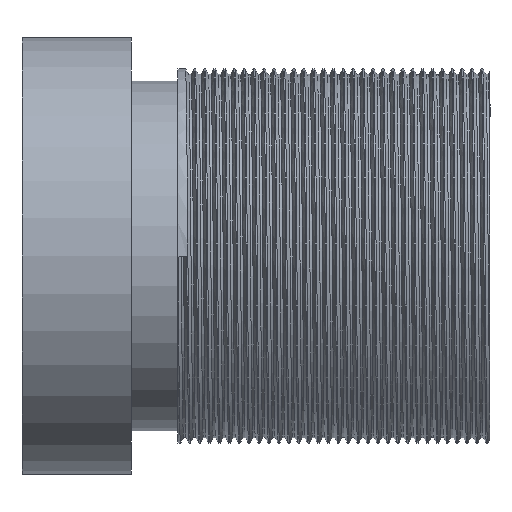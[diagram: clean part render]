
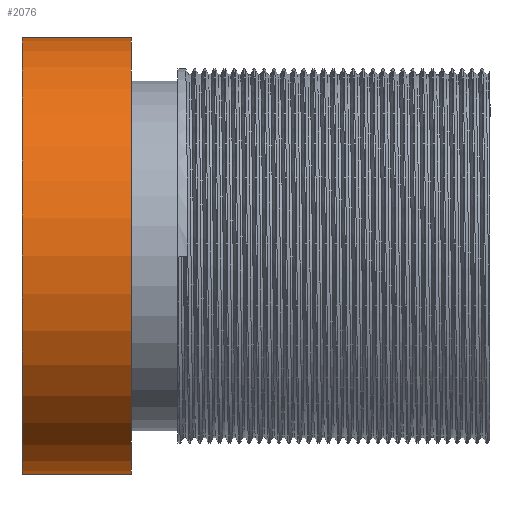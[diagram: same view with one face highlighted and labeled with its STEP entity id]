
A CAD part, left-side view. The second image highlights one B-rep face of the part: STEP entity #2076.
In plain terms, the highlighted cylindrical face has radius 7 mm (diameter 14 mm), a partial arc.
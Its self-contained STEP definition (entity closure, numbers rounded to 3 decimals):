
#109 = ORIENTED_EDGE ( 'NONE', *, *, #5721, .T. ) ;
#173 = VECTOR ( 'NONE', #6232, 1000. ) ;
#275 = VERTEX_POINT ( 'NONE', #2497 ) ;
#367 = CARTESIAN_POINT ( 'NONE',  ( 0., 15., 0. ) ) ;
#406 = DIRECTION ( 'NONE',  ( 0., 1., 0. ) ) ;
#415 = CARTESIAN_POINT ( 'NONE',  ( 0., 11.5, -7. ) ) ;
#502 = VECTOR ( 'NONE', #1083, 1000. ) ;
#670 = VERTEX_POINT ( 'NONE', #4662 ) ;
#705 = DIRECTION ( 'NONE',  ( 0., 0., 1. ) ) ;
#718 = EDGE_LOOP ( 'NONE', ( #5424, #6597, #109, #2695 ) ) ;
#806 = CARTESIAN_POINT ( 'NONE',  ( 0., 11.5, -7. ) ) ;
#1083 = DIRECTION ( 'NONE',  ( 0., 1., 0. ) ) ;
#1193 = CYLINDRICAL_SURFACE ( 'NONE', #4124, 7. ) ;
#1441 = CARTESIAN_POINT ( 'NONE',  ( 0., 15., -7. ) ) ;
#1663 = LINE ( 'NONE', #415, #173 ) ;
#2076 = ADVANCED_FACE ( 'NONE', ( #6256 ), #1193, .T. ) ;
#2150 = CIRCLE ( 'NONE', #2451, 7. ) ;
#2446 = AXIS2_PLACEMENT_3D ( 'NONE', #367, #406, #4653 ) ;
#2451 = AXIS2_PLACEMENT_3D ( 'NONE', #5910, #4895, #3323 ) ;
#2497 = CARTESIAN_POINT ( 'NONE',  ( 0., 11.5, 7. ) ) ;
#2695 = ORIENTED_EDGE ( 'NONE', *, *, #4817, .F. ) ;
#3323 = DIRECTION ( 'NONE',  ( 0., 0., 1. ) ) ;
#3888 = CARTESIAN_POINT ( 'NONE',  ( 0., 11.5, 0. ) ) ;
#4077 = CIRCLE ( 'NONE', #2446, 7. ) ;
#4124 = AXIS2_PLACEMENT_3D ( 'NONE', #3888, #5957, #705 ) ;
#4653 = DIRECTION ( 'NONE',  ( 0., 0., 1. ) ) ;
#4662 = CARTESIAN_POINT ( 'NONE',  ( 0., 15., 7. ) ) ;
#4747 = LINE ( 'NONE', #5810, #502 ) ;
#4817 = EDGE_CURVE ( 'NONE', #5639, #670, #4077, .T. ) ;
#4895 = DIRECTION ( 'NONE',  ( 0., 1., 0. ) ) ;
#5424 = ORIENTED_EDGE ( 'NONE', *, *, #5560, .F. ) ;
#5560 = EDGE_CURVE ( 'NONE', #5931, #5639, #1663, .T. ) ;
#5639 = VERTEX_POINT ( 'NONE', #1441 ) ;
#5721 = EDGE_CURVE ( 'NONE', #275, #670, #4747, .T. ) ;
#5810 = CARTESIAN_POINT ( 'NONE',  ( 0., 11.5, 7. ) ) ;
#5910 = CARTESIAN_POINT ( 'NONE',  ( 0., 11.5, 0. ) ) ;
#5931 = VERTEX_POINT ( 'NONE', #806 ) ;
#5957 = DIRECTION ( 'NONE',  ( 0., 1., 0. ) ) ;
#6232 = DIRECTION ( 'NONE',  ( 0., 1., 0. ) ) ;
#6256 = FACE_OUTER_BOUND ( 'NONE', #718, .T. ) ;
#6272 = EDGE_CURVE ( 'NONE', #5931, #275, #2150, .T. ) ;
#6597 = ORIENTED_EDGE ( 'NONE', *, *, #6272, .T. ) ;
